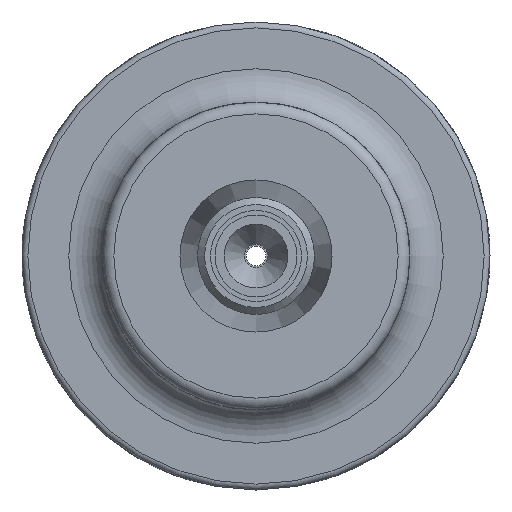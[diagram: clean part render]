
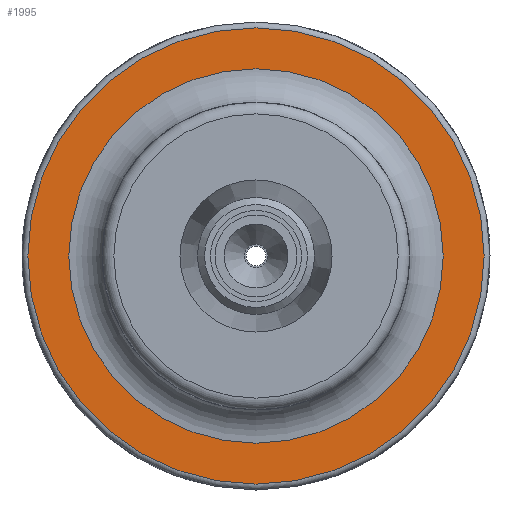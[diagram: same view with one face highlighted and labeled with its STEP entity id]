
A CAD part, left-side view. The second image highlights one B-rep face of the part: STEP entity #1995.
In plain terms, the highlighted planar face has unit normal (-1, 0, 0).
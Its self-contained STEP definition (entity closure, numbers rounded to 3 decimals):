
#1792=CARTESIAN_POINT('',(-20.,0.0,16.));
#1793=VERTEX_POINT('',#1792);
#1794=CARTESIAN_POINT('',(-20.0,0.0,0.0));
#1795=DIRECTION('',(-1.0,0.0,0.0));
#1796=DIRECTION('',(0.0,0.0,1.0));
#1797=AXIS2_PLACEMENT_3D('',#1794,#1795,#1796);
#1798=CIRCLE('',#1797,16.);
#1799=EDGE_CURVE('',#1793,#1793,#1798,.T.);
#1976=CARTESIAN_POINT('',(-20.0,20.0,0.0));
#1977=DIRECTION('',(-1.0,0.0,0.0));
#1978=DIRECTION('',(0.0,0.0,1.0));
#1979=AXIS2_PLACEMENT_3D('',#1976,#1977,#1978);
#1980=PLANE('',#1979);
#1981=CARTESIAN_POINT('',(-20.0,19.5,0.));
#1982=VERTEX_POINT('',#1981);
#1983=CARTESIAN_POINT('',(-20.0,0.0,0.0));
#1984=DIRECTION('',(1.0,0.0,0.0));
#1985=DIRECTION('',(0.0,-1.0,0.0));
#1986=AXIS2_PLACEMENT_3D('',#1983,#1984,#1985);
#1987=CIRCLE('',#1986,19.5);
#1988=EDGE_CURVE('',#1982,#1982,#1987,.T.);
#1989=ORIENTED_EDGE('',*,*,#1988,.F.);
#1990=EDGE_LOOP('',(#1989));
#1991=FACE_OUTER_BOUND('',#1990,.T.);
#1992=ORIENTED_EDGE('',*,*,#1799,.F.);
#1993=EDGE_LOOP('',(#1992));
#1994=FACE_BOUND('',#1993,.T.);
#1995=ADVANCED_FACE('',(#1991,#1994),#1980,.T.);
